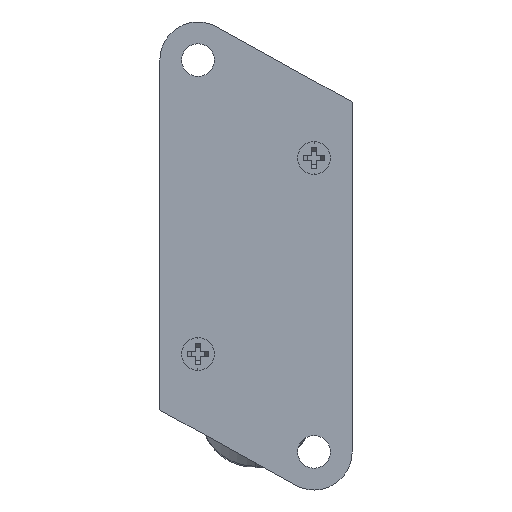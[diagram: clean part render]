
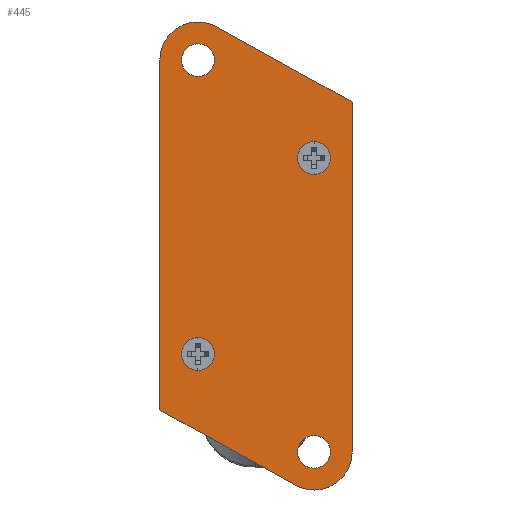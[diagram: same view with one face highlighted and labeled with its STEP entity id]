
A CAD part, front view. The second image highlights one B-rep face of the part: STEP entity #445.
In plain terms, the highlighted face is planar.
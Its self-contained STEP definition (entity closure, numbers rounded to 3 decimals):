
#445 = ADVANCED_FACE ( 'NONE', ( #25181, #25183, #25185, #25187, #25188 ), #4892, .T. ) ;
#2086 = ORIENTED_EDGE ( 'NONE', *, *, #2909, .F. ) ;
#2087 = ORIENTED_EDGE ( 'NONE', *, *, #2921, .F. ) ;
#2088 = ORIENTED_EDGE ( 'NONE', *, *, #2917, .F. ) ;
#2089 = ORIENTED_EDGE ( 'NONE', *, *, #2922, .F. ) ;
#2090 = ORIENTED_EDGE ( 'NONE', *, *, #2923, .T. ) ;
#2091 = ORIENTED_EDGE ( 'NONE', *, *, #2924, .T. ) ;
#2092 = ORIENTED_EDGE ( 'NONE', *, *, #2925, .T. ) ;
#2093 = ORIENTED_EDGE ( 'NONE', *, *, #2926, .T. ) ;
#2094 = ORIENTED_EDGE ( 'NONE', *, *, #2927, .T. ) ;
#2095 = ORIENTED_EDGE ( 'NONE', *, *, #2928, .T. ) ;
#2096 = ORIENTED_EDGE ( 'NONE', *, *, #2913, .F. ) ;
#2097 = ORIENTED_EDGE ( 'NONE', *, *, #2929, .F. ) ;
#2098 = ORIENTED_EDGE ( 'NONE', *, *, #2905, .F. ) ;
#2099 = ORIENTED_EDGE ( 'NONE', *, *, #2930, .F. ) ;
#2905 = EDGE_CURVE ( 'NONE', #8889, #8890, #20751, .T. ) ;
#2909 = EDGE_CURVE ( 'NONE', #8893, #8894, #20757, .T. ) ;
#2913 = EDGE_CURVE ( 'NONE', #8897, #8898, #20763, .T. ) ;
#2917 = EDGE_CURVE ( 'NONE', #8901, #8902, #20769, .T. ) ;
#2921 = EDGE_CURVE ( 'NONE', #8894, #8893, #20774, .T. ) ;
#2922 = EDGE_CURVE ( 'NONE', #8902, #8901, #20776, .T. ) ;
#2923 = EDGE_CURVE ( 'NONE', #8905, #8906, #20775, .T. ) ;
#2924 = EDGE_CURVE ( 'NONE', #8906, #8907, #20778, .T. ) ;
#2925 = EDGE_CURVE ( 'NONE', #8907, #8908, #20781, .T. ) ;
#2926 = EDGE_CURVE ( 'NONE', #8908, #8909, #20780, .T. ) ;
#2927 = EDGE_CURVE ( 'NONE', #8909, #8910, #20783, .T. ) ;
#2928 = EDGE_CURVE ( 'NONE', #8910, #8905, #20785, .T. ) ;
#2929 = EDGE_CURVE ( 'NONE', #8898, #8897, #20786, .T. ) ;
#2930 = EDGE_CURVE ( 'NONE', #8890, #8889, #20787, .T. ) ;
#4892 = PLANE ( 'NONE',  #14252 ) ;
#4893 = CARTESIAN_POINT ( 'NONE',  ( 27., 2.3, -8. ) ) ;
#4894 = DIRECTION ( 'NONE',  ( 0., 1., 0. ) ) ;
#4895 = DIRECTION ( 'NONE',  ( 0., 0., 1. ) ) ;
#7858 = CARTESIAN_POINT ( 'NONE',  ( -13.5, 2.3, -8. ) ) ;
#7859 = DIRECTION ( 'NONE',  ( 0., 1., 0. ) ) ;
#7860 = DIRECTION ( 'NONE',  ( 0., 0., 1. ) ) ;
#7868 = CARTESIAN_POINT ( 'NONE',  ( 13.5, 2.3, 8. ) ) ;
#7869 = DIRECTION ( 'NONE',  ( 0., 1., 0. ) ) ;
#7870 = DIRECTION ( 'NONE',  ( 0., 0., 1. ) ) ;
#7878 = CARTESIAN_POINT ( 'NONE',  ( 27., 2.3, -8. ) ) ;
#7879 = DIRECTION ( 'NONE',  ( 0., 1., 0. ) ) ;
#7880 = DIRECTION ( 'NONE',  ( 0., 0., 1. ) ) ;
#7888 = CARTESIAN_POINT ( 'NONE',  ( -27., 2.3, 8. ) ) ;
#7889 = DIRECTION ( 'NONE',  ( 0., 1., 0. ) ) ;
#7890 = DIRECTION ( 'NONE',  ( 0., 0., 1. ) ) ;
#7898 = CARTESIAN_POINT ( 'NONE',  ( 13.5, 2.3, 8. ) ) ;
#7899 = DIRECTION ( 'NONE',  ( 0., 1., 0. ) ) ;
#7900 = DIRECTION ( 'NONE',  ( 0., 0., 1. ) ) ;
#7901 = CARTESIAN_POINT ( 'NONE',  ( -27., 2.3, 8. ) ) ;
#7902 = DIRECTION ( 'NONE',  ( 0., 1., 0. ) ) ;
#7903 = DIRECTION ( 'NONE',  ( 0., 0., 1. ) ) ;
#7904 = CARTESIAN_POINT ( 'NONE',  ( -21.224, 2.3, -13.25 ) ) ;
#7905 = DIRECTION ( 'NONE',  ( -1., 0., 0. ) ) ;
#7906 = CARTESIAN_POINT ( 'NONE',  ( -31.592, 2.3, 5.455 ) ) ;
#7907 = DIRECTION ( 'NONE',  ( -0.485, 0., 0.875 ) ) ;
#7908 = CARTESIAN_POINT ( 'NONE',  ( -27., 2.3, 8. ) ) ;
#7909 = DIRECTION ( 'NONE',  ( 0., 1., 0. ) ) ;
#7910 = DIRECTION ( 'NONE',  ( 0., 0., 1. ) ) ;
#7911 = CARTESIAN_POINT ( 'NONE',  ( 21.224, 2.3, 13.25 ) ) ;
#7912 = DIRECTION ( 'NONE',  ( 1., 0., 0. ) ) ;
#7913 = CARTESIAN_POINT ( 'NONE',  ( 31.592, 2.3, -5.455 ) ) ;
#7914 = DIRECTION ( 'NONE',  ( 0.485, 0., -0.875 ) ) ;
#7915 = CARTESIAN_POINT ( 'NONE',  ( 27., 2.3, -8. ) ) ;
#7916 = DIRECTION ( 'NONE',  ( 0., 1., 0. ) ) ;
#7917 = DIRECTION ( 'NONE',  ( 0., 0., 1. ) ) ;
#7918 = CARTESIAN_POINT ( 'NONE',  ( 27., 2.3, -8. ) ) ;
#7919 = DIRECTION ( 'NONE',  ( 0., 1., 0. ) ) ;
#7920 = DIRECTION ( 'NONE',  ( 0., 0., 1. ) ) ;
#7921 = CARTESIAN_POINT ( 'NONE',  ( -13.5, 2.3, -8. ) ) ;
#7922 = DIRECTION ( 'NONE',  ( 0., 1., 0. ) ) ;
#7923 = DIRECTION ( 'NONE',  ( 0., 0., 1. ) ) ;
#8889 = VERTEX_POINT ( 'NONE', #17200 ) ;
#8890 = VERTEX_POINT ( 'NONE', #17201 ) ;
#8893 = VERTEX_POINT ( 'NONE', #17204 ) ;
#8894 = VERTEX_POINT ( 'NONE', #17205 ) ;
#8897 = VERTEX_POINT ( 'NONE', #17208 ) ;
#8898 = VERTEX_POINT ( 'NONE', #17209 ) ;
#8901 = VERTEX_POINT ( 'NONE', #17212 ) ;
#8902 = VERTEX_POINT ( 'NONE', #17213 ) ;
#8905 = VERTEX_POINT ( 'NONE', #17216 ) ;
#8906 = VERTEX_POINT ( 'NONE', #17217 ) ;
#8907 = VERTEX_POINT ( 'NONE', #17218 ) ;
#8908 = VERTEX_POINT ( 'NONE', #17219 ) ;
#8909 = VERTEX_POINT ( 'NONE', #17220 ) ;
#8910 = VERTEX_POINT ( 'NONE', #17221 ) ;
#11250 = EDGE_LOOP ( 'NONE', ( #2086, #2087 ) ) ;
#11251 = EDGE_LOOP ( 'NONE', ( #2088, #2089 ) ) ;
#11252 = EDGE_LOOP ( 'NONE', ( #2090, #2091, #2092, #2093, #2094, #2095 ) ) ;
#11253 = EDGE_LOOP ( 'NONE', ( #2096, #2097 ) ) ;
#11254 = EDGE_LOOP ( 'NONE', ( #2098, #2099 ) ) ;
#14252 = AXIS2_PLACEMENT_3D ( 'NONE', #4893, #4894, #4895 ) ;
#17200 = CARTESIAN_POINT ( 'NONE',  ( -13.5, 2.3, -10.25 ) ) ;
#17201 = CARTESIAN_POINT ( 'NONE',  ( -13.5, 2.3, -5.75 ) ) ;
#17204 = CARTESIAN_POINT ( 'NONE',  ( 13.5, 2.3, 5.75 ) ) ;
#17205 = CARTESIAN_POINT ( 'NONE',  ( 13.5, 2.3, 10.25 ) ) ;
#17208 = CARTESIAN_POINT ( 'NONE',  ( 27., 2.3, -10.25 ) ) ;
#17209 = CARTESIAN_POINT ( 'NONE',  ( 27., 2.3, -5.75 ) ) ;
#17212 = CARTESIAN_POINT ( 'NONE',  ( -27., 2.3, 5.75 ) ) ;
#17213 = CARTESIAN_POINT ( 'NONE',  ( -27., 2.3, 10.25 ) ) ;
#17216 = CARTESIAN_POINT ( 'NONE',  ( 27., 2.3, -13.25 ) ) ;
#17217 = CARTESIAN_POINT ( 'NONE',  ( -21.224, 2.3, -13.25 ) ) ;
#17218 = CARTESIAN_POINT ( 'NONE',  ( -31.592, 2.3, 5.455 ) ) ;
#17219 = CARTESIAN_POINT ( 'NONE',  ( -27., 2.3, 13.25 ) ) ;
#17220 = CARTESIAN_POINT ( 'NONE',  ( 21.224, 2.3, 13.25 ) ) ;
#17221 = CARTESIAN_POINT ( 'NONE',  ( 31.592, 2.3, -5.455 ) ) ;
#20751 = CIRCLE ( 'NONE', #29852, 2.25 ) ;
#20757 = CIRCLE ( 'NONE', #29854, 2.25 ) ;
#20763 = CIRCLE ( 'NONE', #29856, 2.25 ) ;
#20769 = CIRCLE ( 'NONE', #29858, 2.25 ) ;
#20774 = CIRCLE ( 'NONE', #29860, 2.25 ) ;
#20775 = LINE ( 'NONE', #7904, #20777 ) ;
#20776 = CIRCLE ( 'NONE', #29861, 2.25 ) ;
#20777 = VECTOR ( 'NONE', #7905, 1000. ) ;
#20778 = LINE ( 'NONE', #7906, #20779 ) ;
#20779 = VECTOR ( 'NONE', #7907, 1000. ) ;
#20780 = LINE ( 'NONE', #7911, #20782 ) ;
#20781 = CIRCLE ( 'NONE', #29862, 5.25 ) ;
#20782 = VECTOR ( 'NONE', #7912, 1000. ) ;
#20783 = LINE ( 'NONE', #7913, #20784 ) ;
#20784 = VECTOR ( 'NONE', #7914, 1000. ) ;
#20785 = CIRCLE ( 'NONE', #29863, 5.25 ) ;
#20786 = CIRCLE ( 'NONE', #29864, 2.25 ) ;
#20787 = CIRCLE ( 'NONE', #29865, 2.25 ) ;
#25181 = FACE_BOUND ( 'NONE', #11250, .T. ) ;
#25183 = FACE_BOUND ( 'NONE', #11251, .T. ) ;
#25185 = FACE_OUTER_BOUND ( 'NONE', #11252, .T. ) ;
#25187 = FACE_BOUND ( 'NONE', #11253, .T. ) ;
#25188 = FACE_BOUND ( 'NONE', #11254, .T. ) ;
#29852 = AXIS2_PLACEMENT_3D ( 'NONE', #7858, #7859, #7860 ) ;
#29854 = AXIS2_PLACEMENT_3D ( 'NONE', #7868, #7869, #7870 ) ;
#29856 = AXIS2_PLACEMENT_3D ( 'NONE', #7878, #7879, #7880 ) ;
#29858 = AXIS2_PLACEMENT_3D ( 'NONE', #7888, #7889, #7890 ) ;
#29860 = AXIS2_PLACEMENT_3D ( 'NONE', #7898, #7899, #7900 ) ;
#29861 = AXIS2_PLACEMENT_3D ( 'NONE', #7901, #7902, #7903 ) ;
#29862 = AXIS2_PLACEMENT_3D ( 'NONE', #7908, #7909, #7910 ) ;
#29863 = AXIS2_PLACEMENT_3D ( 'NONE', #7915, #7916, #7917 ) ;
#29864 = AXIS2_PLACEMENT_3D ( 'NONE', #7918, #7919, #7920 ) ;
#29865 = AXIS2_PLACEMENT_3D ( 'NONE', #7921, #7922, #7923 ) ;
